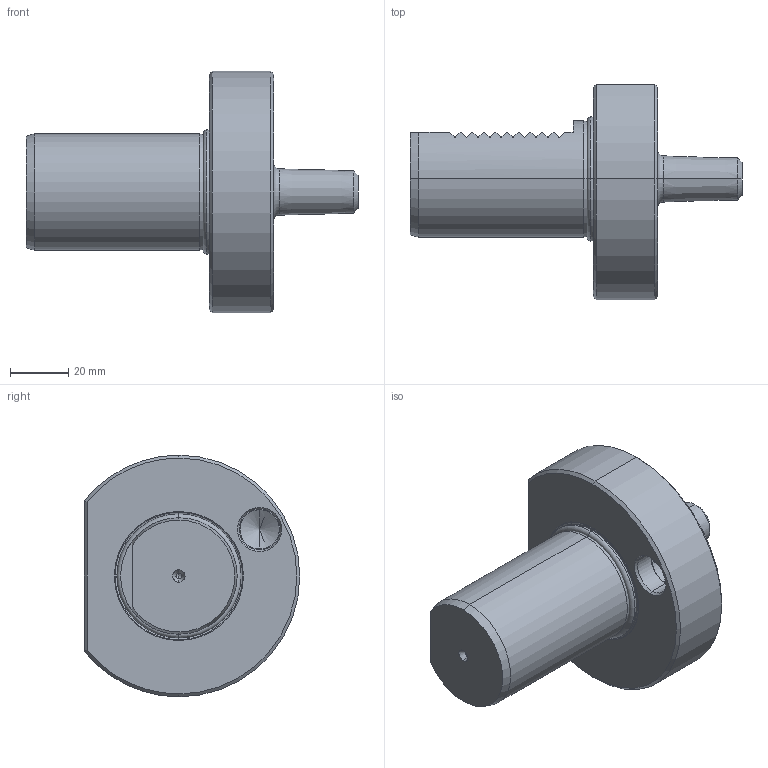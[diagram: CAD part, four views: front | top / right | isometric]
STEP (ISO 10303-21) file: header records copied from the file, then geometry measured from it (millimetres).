
FILE_DESCRIPTION (( 'STEP AP203' ), '1' );
FILE_NAME ('409.14.16.STEP', '2016-11-26T07:04:35', ( '' ), ( '' ), 'SwSTEP 2.0', 'SolidWorks 2012', '' );
FILE_SCHEMA (( 'CONFIG_CONTROL_DESIGN' ));
Length unit declared in the file: millimetre
Products named in the file (4): VDI40  頭錐B16; 管螺文螺絲; O型環38.7; 409.14.16
Assembly tree (3 placements, depth 2):
  409.14.16
    VDI40  頭錐B16
    O型環38.7
    管螺文螺絲
Bounding box: 114 x 74 x 83 mm (x, y, z)
Volume: 188123 mm3; surface area: 28460.4 mm2
Topology: 14 solids, 14 shells, 198 faces, 454 edges, 285 vertices
Faces by surface type: cone 79, plane 53, cylinder 27, bspline 27, torus 12
Entity records: 22425 total; most frequent: CARTESIAN_POINT 17979, ORIENTED_EDGE 896, DIRECTION 720, EDGE_CURVE 448, VERTEX_POINT 285, AXIS2_PLACEMENT_3D 273, EDGE_LOOP 209, ADVANCED_FACE 198
